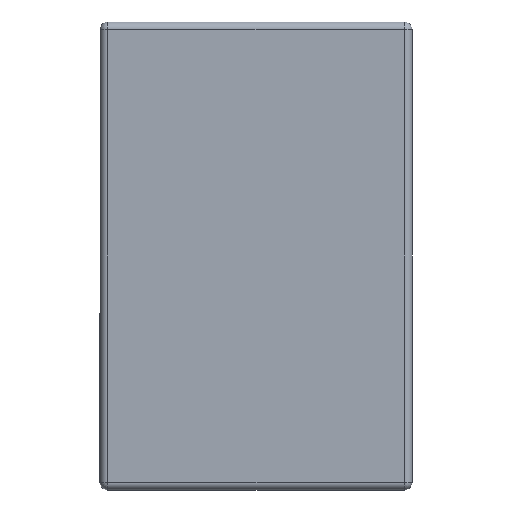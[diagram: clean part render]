
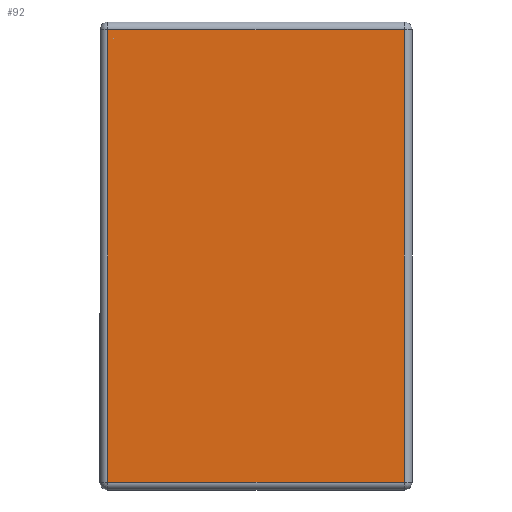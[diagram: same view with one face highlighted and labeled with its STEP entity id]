
A CAD part, front view. The second image highlights one B-rep face of the part: STEP entity #92.
In plain terms, the highlighted planar face has unit normal (0, -1, 0).
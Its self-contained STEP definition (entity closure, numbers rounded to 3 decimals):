
#92 = ADVANCED_FACE ( 'NONE', ( #2228 ), #1998, .F. ) ;
#262 = AXIS2_PLACEMENT_3D ( 'NONE', #2007, #1995, #1992 ) ;
#1195 = DIRECTION ( 'NONE',  ( 0., 0., 1. ) ) ;
#1197 = CARTESIAN_POINT ( 'NONE',  ( 56.535, 0., 27.143 ) ) ;
#1198 = DIRECTION ( 'NONE',  ( 1., 0., 0. ) ) ;
#1199 = CARTESIAN_POINT ( 'NONE',  ( -21.465, 0., -90.857 ) ) ;
#1200 = DIRECTION ( 'NONE',  ( 0., 0., -1. ) ) ;
#1204 = CARTESIAN_POINT ( 'NONE',  ( -19.465, 0., 27.143 ) ) ;
#1209 = DIRECTION ( 'NONE',  ( -1., 0., 0. ) ) ;
#1210 = CARTESIAN_POINT ( 'NONE',  ( -21.465, 0., 25.143 ) ) ;
#1992 = DIRECTION ( 'NONE',  ( 0., 0., 1. ) ) ;
#1995 = DIRECTION ( 'NONE',  ( 0., 1., 0. ) ) ;
#1998 = PLANE ( 'NONE',  #262 ) ;
#2007 = CARTESIAN_POINT ( 'NONE',  ( -21.465, 0., 27.143 ) ) ;
#2228 = FACE_OUTER_BOUND ( 'NONE', #5713, .T. ) ;
#3289 = EDGE_CURVE ( 'NONE', #5409, #5394, #3696, .T. ) ;
#3290 = EDGE_CURVE ( 'NONE', #5394, #5451, #3701, .T. ) ;
#3291 = EDGE_CURVE ( 'NONE', #5451, #5383, #3693, .T. ) ;
#3292 = EDGE_CURVE ( 'NONE', #5383, #5409, #3691, .T. ) ;
#3688 = VECTOR ( 'NONE', #1195, 1000. ) ;
#3690 = VECTOR ( 'NONE', #1198, 1000. ) ;
#3691 = LINE ( 'NONE', #1197, #3688 ) ;
#3692 = VECTOR ( 'NONE', #1200, 1000. ) ;
#3693 = LINE ( 'NONE', #1199, #3690 ) ;
#3694 = VECTOR ( 'NONE', #1209, 1000. ) ;
#3696 = LINE ( 'NONE', #1210, #3694 ) ;
#3701 = LINE ( 'NONE', #1204, #3692 ) ;
#4045 = CARTESIAN_POINT ( 'NONE',  ( -19.465, 0., -90.857 ) ) ;
#4103 = CARTESIAN_POINT ( 'NONE',  ( 56.535, 0., 25.143 ) ) ;
#4123 = CARTESIAN_POINT ( 'NONE',  ( -19.465, 0., 25.143 ) ) ;
#4139 = CARTESIAN_POINT ( 'NONE',  ( 56.535, 0., -90.857 ) ) ;
#4688 = ORIENTED_EDGE ( 'NONE', *, *, #3289, .T. ) ;
#4689 = ORIENTED_EDGE ( 'NONE', *, *, #3290, .T. ) ;
#4726 = ORIENTED_EDGE ( 'NONE', *, *, #3291, .T. ) ;
#4727 = ORIENTED_EDGE ( 'NONE', *, *, #3292, .T. ) ;
#5383 = VERTEX_POINT ( 'NONE', #4139 ) ;
#5394 = VERTEX_POINT ( 'NONE', #4123 ) ;
#5409 = VERTEX_POINT ( 'NONE', #4103 ) ;
#5451 = VERTEX_POINT ( 'NONE', #4045 ) ;
#5713 = EDGE_LOOP ( 'NONE', ( #4688, #4689, #4726, #4727 ) ) ;
